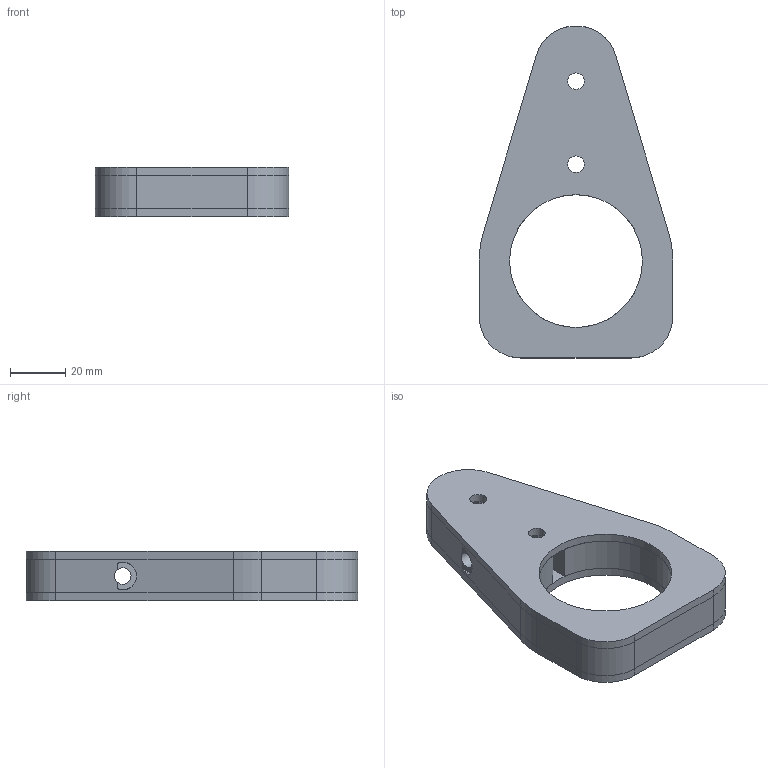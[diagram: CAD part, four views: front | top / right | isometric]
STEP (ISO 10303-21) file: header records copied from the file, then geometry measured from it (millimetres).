
FILE_DESCRIPTION(/* description */ ('STEP AP242','CAx-IF Rec.Pracs.---Representation and Presentation of Product Manufacturing Information (PMI)---4.0---2014-10-13','CAx-IF Rec.Pracs.---3D Tessellated Geometry---0.4---2014-09-14','2;1'),/* implementation_level */ '2;1');
FILE_NAME(/* name */ '679ab2eb2382e903d283b64e',/* time_stamp */ '2025-01-29T22:59:56Z',/* author */ (''),/* organization */ (''),/* preprocessor_version */ 'ST-DEVELOPER v20',/* originating_system */ 'ONSHAPE BY PTC INC, 1.192',/* authorisation */ ' ');
FILE_SCHEMA (('AP242_MANAGED_MODEL_BASED_3D_ENGINEERING_MIM_LF { 1 0 10303 442 1 1 4 }'));
Length unit declared in the file: metre
Products named in the file (3): BASIC 48MM HOLDER - STRAIGHT; Part 1
Assembly tree (3 placements, depth 2):
  BASIC 48MM HOLDER - STRAIGHT
    Part 1  x2
    Part 1
Bounding box: 70 x 119.95 x 18 mm (x, y, z)
Volume: 75747.9 mm3; surface area: 36899 mm2
Topology: 3 solids, 3 shells, 58 faces, 161 edges, 109 vertices
Faces by surface type: cylinder 30, plane 28
Full cylindrical faces by diameter (mm): 6 x6, 48 x2
Entity records: 1437 total; most frequent: DIRECTION 250, CARTESIAN_POINT 235, ORIENTED_EDGE 222, EDGE_CURVE 111, AXIS2_PLACEMENT_3D 92, VERTEX_POINT 77, LINE 66, VECTOR 66
